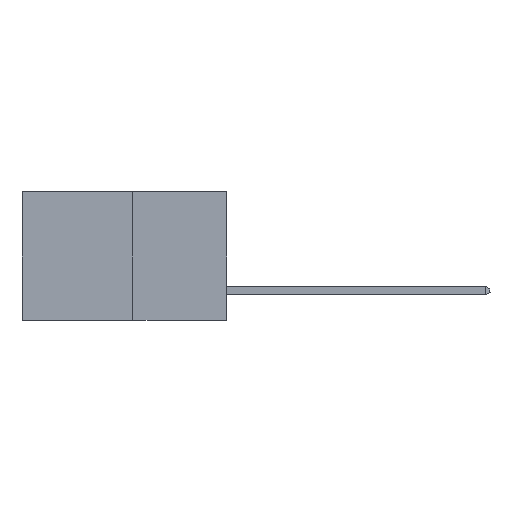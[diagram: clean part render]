
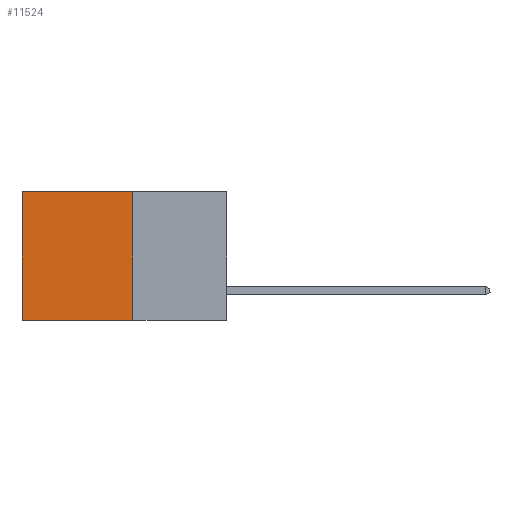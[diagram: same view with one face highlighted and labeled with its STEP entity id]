
A CAD part, left-side view. The second image highlights one B-rep face of the part: STEP entity #11524.
In plain terms, the highlighted planar face has unit normal (-1, 0, 0).
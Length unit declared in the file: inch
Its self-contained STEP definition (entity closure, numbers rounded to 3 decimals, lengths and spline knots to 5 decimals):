
#390 = EDGE_CURVE ( 'NONE', #3538, #12698, #9079, .T. ) ;
#694 = DIRECTION ( 'NONE',  ( 0., 0., -1. ) ) ;
#750 = CARTESIAN_POINT ( 'NONE',  ( 0.277, 0.27, -0.37 ) ) ;
#959 = VECTOR ( 'NONE', #11233, 39.37008 ) ;
#1169 = EDGE_CURVE ( 'NONE', #4567, #12698, #4596, .T. ) ;
#1318 = EDGE_CURVE ( 'NONE', #8173, #4567, #8465, .T. ) ;
#1435 = EDGE_CURVE ( 'NONE', #8173, #3538, #12969, .T. ) ;
#3198 = DIRECTION ( 'NONE',  ( 1., 0., 0. ) ) ;
#3363 = VECTOR ( 'NONE', #9209, 39.37008 ) ;
#3538 = VERTEX_POINT ( 'NONE', #750 ) ;
#4368 = CARTESIAN_POINT ( 'NONE',  ( 0.277, 0.27, -0.37 ) ) ;
#4567 = VERTEX_POINT ( 'NONE', #4584 ) ;
#4584 = CARTESIAN_POINT ( 'NONE',  ( 0.277, 0.59, 0. ) ) ;
#4596 = LINE ( 'NONE', #11247, #959 ) ;
#5860 = VECTOR ( 'NONE', #13003, 39.37008 ) ;
#6288 = CARTESIAN_POINT ( 'NONE',  ( 0.277, 0.27, -0.37 ) ) ;
#7130 = ORIENTED_EDGE ( 'NONE', *, *, #1169, .T. ) ;
#7149 = ORIENTED_EDGE ( 'NONE', *, *, #1318, .T. ) ;
#7319 = ORIENTED_EDGE ( 'NONE', *, *, #1435, .F. ) ;
#8021 = FACE_OUTER_BOUND ( 'NONE', #12263, .T. ) ;
#8049 = ORIENTED_EDGE ( 'NONE', *, *, #390, .F. ) ;
#8173 = VERTEX_POINT ( 'NONE', #9224 ) ;
#8465 = LINE ( 'NONE', #9620, #5860 ) ;
#9079 = LINE ( 'NONE', #9543, #3363 ) ;
#9209 = DIRECTION ( 'NONE',  ( 0., 1., 0. ) ) ;
#9224 = CARTESIAN_POINT ( 'NONE',  ( 0.277, 0.27, 0. ) ) ;
#9543 = CARTESIAN_POINT ( 'NONE',  ( 0.277, 0.27, -0.37 ) ) ;
#9620 = CARTESIAN_POINT ( 'NONE',  ( 0.277, 0.27, 0. ) ) ;
#11233 = DIRECTION ( 'NONE',  ( 0., 0., -1. ) ) ;
#11247 = CARTESIAN_POINT ( 'NONE',  ( 0.277, 0.59, -0.37 ) ) ;
#11524 = ADVANCED_FACE ( 'NONE', ( #8021 ), #12097, .F. ) ;
#11683 = DIRECTION ( 'NONE',  ( 0., 0., -1. ) ) ;
#12097 = PLANE ( 'NONE',  #12912 ) ;
#12120 = CARTESIAN_POINT ( 'NONE',  ( 0.277, 0.59, -0.37 ) ) ;
#12263 = EDGE_LOOP ( 'NONE', ( #7130, #8049, #7319, #7149 ) ) ;
#12666 = VECTOR ( 'NONE', #11683, 39.37008 ) ;
#12698 = VERTEX_POINT ( 'NONE', #12120 ) ;
#12912 = AXIS2_PLACEMENT_3D ( 'NONE', #4368, #3198, #694 ) ;
#12969 = LINE ( 'NONE', #6288, #12666 ) ;
#13003 = DIRECTION ( 'NONE',  ( 0., 1., 0. ) ) ;
